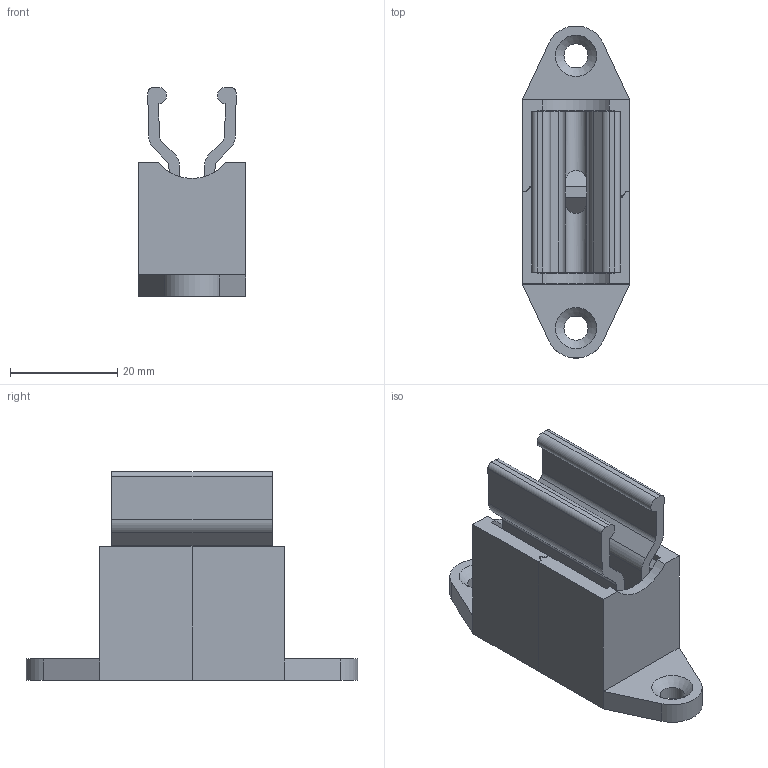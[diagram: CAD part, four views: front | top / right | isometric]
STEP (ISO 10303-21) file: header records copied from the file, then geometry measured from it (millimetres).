
FILE_DESCRIPTION(('FreeCAD Model'),'2;1');
FILE_NAME('CrankshaftHolder.step','2021-02-18T08:19:17',( 'Author'),(''),'Open CASCADE STEP processor 7.3','FreeCAD','Unknown' );
FILE_SCHEMA(('CONFIG_CONTROL_DESIGN','SHAPE_APPEARANCE_LAYER_MIM'));
Length unit declared in the file: millimetre
Products named in the file (4): CrankshaftHolder; Clamp; ClampMount1; ClampMount2
Assembly tree (3 placements, depth 2):
  CrankshaftHolder
    Clamp
    ClampMount1
    ClampMount2
Bounding box: 20 x 61.96 x 39 mm (x, y, z)
Volume: 12849 mm3; surface area: 12952.1 mm2
Topology: 3 solids, 3 shells, 228 faces, 612 edges, 390 vertices
Faces by surface type: plane 198, cylinder 28, cone 2
Full cylindrical faces by diameter (mm): 4.5 x2
Entity records: 15255 total; most frequent: CARTESIAN_POINT 2766, DIRECTION 2308, LINE 1720, VECTOR 1720, ORIENTED_EDGE 1224, PCURVE 1224, DEFINITIONAL_REPRESENTATION 1224, EDGE_CURVE 612
